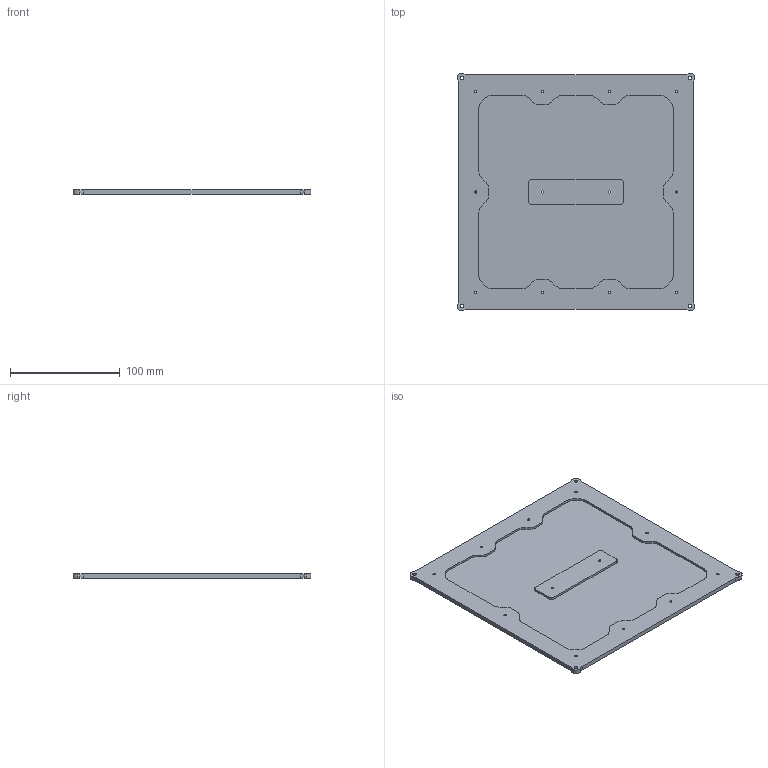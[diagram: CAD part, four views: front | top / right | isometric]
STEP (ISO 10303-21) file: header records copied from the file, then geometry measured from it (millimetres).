
FILE_DESCRIPTION (( 'STEP AP214' ), '1' );
FILE_NAME ('plateau3d.STEP', '2023-06-17T16:51:17', ( '' ), ( '' ), 'SwSTEP 2.0', 'SolidWorks 2022', '' );
FILE_SCHEMA (( 'AUTOMOTIVE_DESIGN' ));
Length unit declared in the file: millimetre
Products named in the file (1): plateau3d
Bounding box: 216.48 x 216.48 x 4 mm (x, y, z)
Volume: 127149 mm3; surface area: 97311.1 mm2
Topology: 1 solids, 1 shells, 126 faces, 366 edges, 244 vertices
Faces by surface type: cylinder 82, plane 44
Entity records: 4596 total; most frequent: DIRECTION 784, CARTESIAN_POINT 737, ORIENTED_EDGE 732, EDGE_CURVE 366, AXIS2_PLACEMENT_3D 291, VERTEX_POINT 244, LINE 202, VECTOR 202
